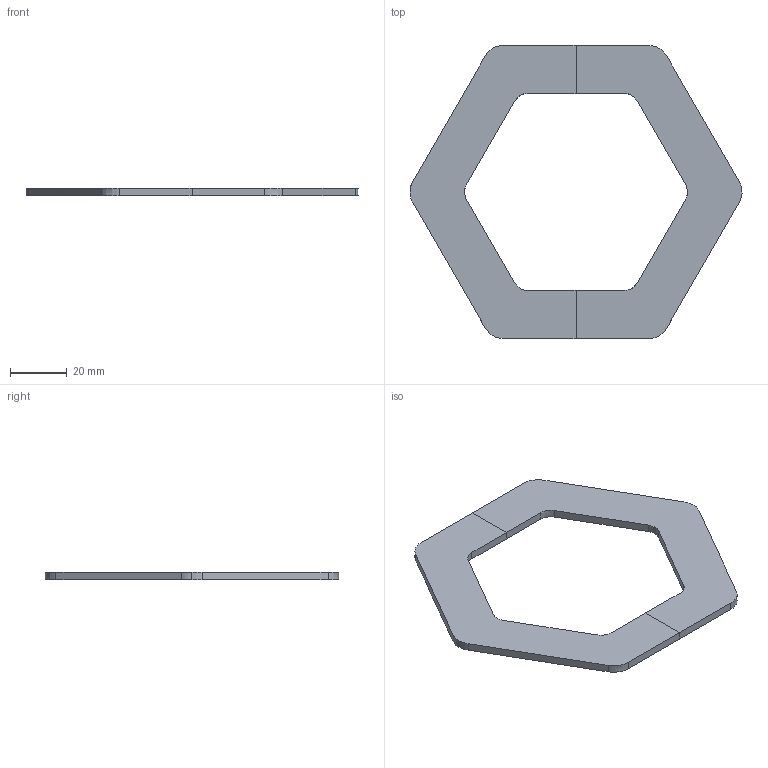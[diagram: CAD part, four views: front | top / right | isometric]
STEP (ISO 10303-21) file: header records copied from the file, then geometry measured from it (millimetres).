
FILE_DESCRIPTION(('FreeCAD Model'),'2;1');
FILE_NAME('donut-diffuser.step', '2020-11-11T14:29:14',('Author'),(''), 'Open CASCADE STEP processor 7.3','FreeCAD','Unknown');
FILE_SCHEMA(('AUTOMOTIVE_DESIGN { 1 0 10303 214 1 1 1 1 }'));
Length unit declared in the file: millimetre
Products named in the file (4): Extrude004; Extrude; path920; path860_1
Bounding box: 117.34 x 103.63 x 2.79 mm (x, y, z)
Volume: 14230.2 mm3; surface area: 17123.7 mm2
Topology: 2 solids, 4 shells, 39 faces, 132 edges, 99 vertices
Faces by surface type: extrusion 33, bspline 6
Entity records: 1772 total; most frequent: CARTESIAN_POINT 525, ORIENTED_EDGE 231, EDGE_CURVE 132, B_SPLINE_CURVE_WITH_KNOTS 132, VERTEX_POINT 99, DIRECTION 68, VECTOR 66, ADVANCED_FACE 39
